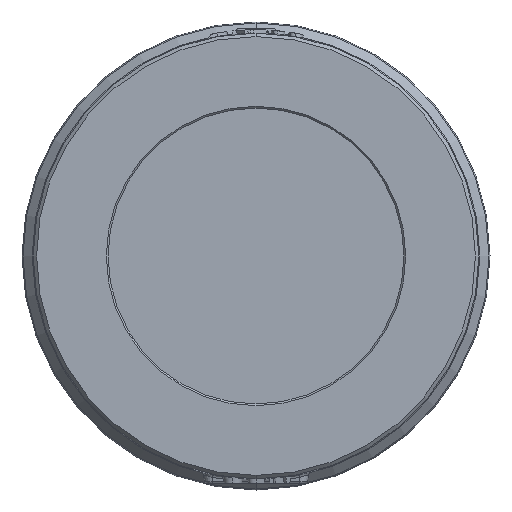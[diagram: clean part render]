
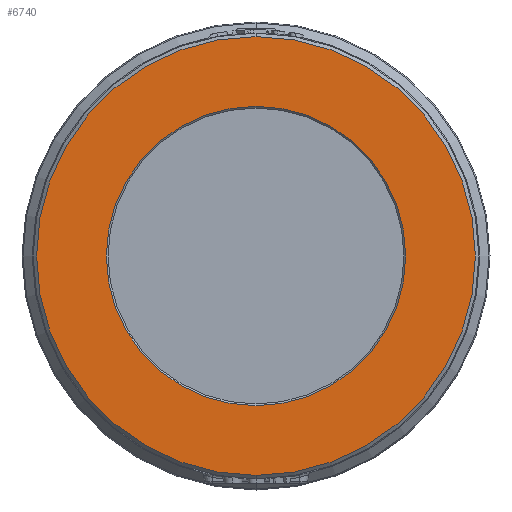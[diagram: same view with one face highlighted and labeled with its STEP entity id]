
A CAD part, front view. The second image highlights one B-rep face of the part: STEP entity #6740.
In plain terms, the highlighted planar face has unit normal (0, -1, 0).
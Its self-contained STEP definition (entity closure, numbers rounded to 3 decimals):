
#344 = PLANE ( 'NONE',  #7856 ) ;
#520 = EDGE_CURVE ( 'NONE', #12361, #14818, #12379, .T. ) ;
#1366 = DIRECTION ( 'NONE',  ( 0., 0., -1. ) ) ;
#1535 = EDGE_CURVE ( 'NONE', #2921, #1712, #2452, .T. ) ;
#1538 = FACE_OUTER_BOUND ( 'NONE', #8010, .T. ) ;
#1707 = CARTESIAN_POINT ( 'NONE',  ( 0., 3., 0. ) ) ;
#1712 = VERTEX_POINT ( 'NONE', #6838 ) ;
#1976 = CARTESIAN_POINT ( 'NONE',  ( 0., 3., 0. ) ) ;
#2126 = ORIENTED_EDGE ( 'NONE', *, *, #9461, .T. ) ;
#2452 = CIRCLE ( 'NONE', #5051, 127.5 ) ;
#2583 = CARTESIAN_POINT ( 'NONE',  ( 0., 3., 0. ) ) ;
#2661 = DIRECTION ( 'NONE',  ( 0., 0., -1. ) ) ;
#2823 = CIRCLE ( 'NONE', #14085, 127.5 ) ;
#2921 = VERTEX_POINT ( 'NONE', #7243 ) ;
#2927 = ORIENTED_EDGE ( 'NONE', *, *, #1535, .T. ) ;
#3496 = EDGE_CURVE ( 'NONE', #1712, #2921, #2823, .T. ) ;
#3835 = DIRECTION ( 'NONE',  ( 0., 1., 0. ) ) ;
#3966 = CARTESIAN_POINT ( 'NONE',  ( 0., 3., 87. ) ) ;
#4116 = CARTESIAN_POINT ( 'NONE',  ( 0., 3., -87. ) ) ;
#5051 = AXIS2_PLACEMENT_3D ( 'NONE', #1707, #9172, #14269 ) ;
#5343 = CIRCLE ( 'NONE', #5814, 87. ) ;
#5390 = AXIS2_PLACEMENT_3D ( 'NONE', #6482, #15437, #2661 ) ;
#5814 = AXIS2_PLACEMENT_3D ( 'NONE', #2583, #3835, #1366 ) ;
#6048 = ORIENTED_EDGE ( 'NONE', *, *, #520, .T. ) ;
#6064 = FACE_BOUND ( 'NONE', #11749, .T. ) ;
#6482 = CARTESIAN_POINT ( 'NONE',  ( 0., 3., 0. ) ) ;
#6740 = ADVANCED_FACE ( 'NONE', ( #6064, #1538 ), #344, .T. ) ;
#6838 = CARTESIAN_POINT ( 'NONE',  ( 0., 3., 127.5 ) ) ;
#7042 = DIRECTION ( 'NONE',  ( 0., 0., -1. ) ) ;
#7243 = CARTESIAN_POINT ( 'NONE',  ( 0., 3., -127.5 ) ) ;
#7856 = AXIS2_PLACEMENT_3D ( 'NONE', #15370, #15431, #12841 ) ;
#8010 = EDGE_LOOP ( 'NONE', ( #13806, #2927 ) ) ;
#9172 = DIRECTION ( 'NONE',  ( 0., -1., 0. ) ) ;
#9461 = EDGE_CURVE ( 'NONE', #14818, #12361, #5343, .T. ) ;
#11749 = EDGE_LOOP ( 'NONE', ( #2126, #6048 ) ) ;
#12040 = DIRECTION ( 'NONE',  ( 0., -1., 0. ) ) ;
#12361 = VERTEX_POINT ( 'NONE', #3966 ) ;
#12379 = CIRCLE ( 'NONE', #5390, 87. ) ;
#12841 = DIRECTION ( 'NONE',  ( 0., 0., -1. ) ) ;
#13806 = ORIENTED_EDGE ( 'NONE', *, *, #3496, .T. ) ;
#14085 = AXIS2_PLACEMENT_3D ( 'NONE', #1976, #12040, #7042 ) ;
#14269 = DIRECTION ( 'NONE',  ( 0., 0., -1. ) ) ;
#14818 = VERTEX_POINT ( 'NONE', #4116 ) ;
#15370 = CARTESIAN_POINT ( 'NONE',  ( 86., 3., 0. ) ) ;
#15431 = DIRECTION ( 'NONE',  ( 0., -1., 0. ) ) ;
#15437 = DIRECTION ( 'NONE',  ( 0., 1., 0. ) ) ;
